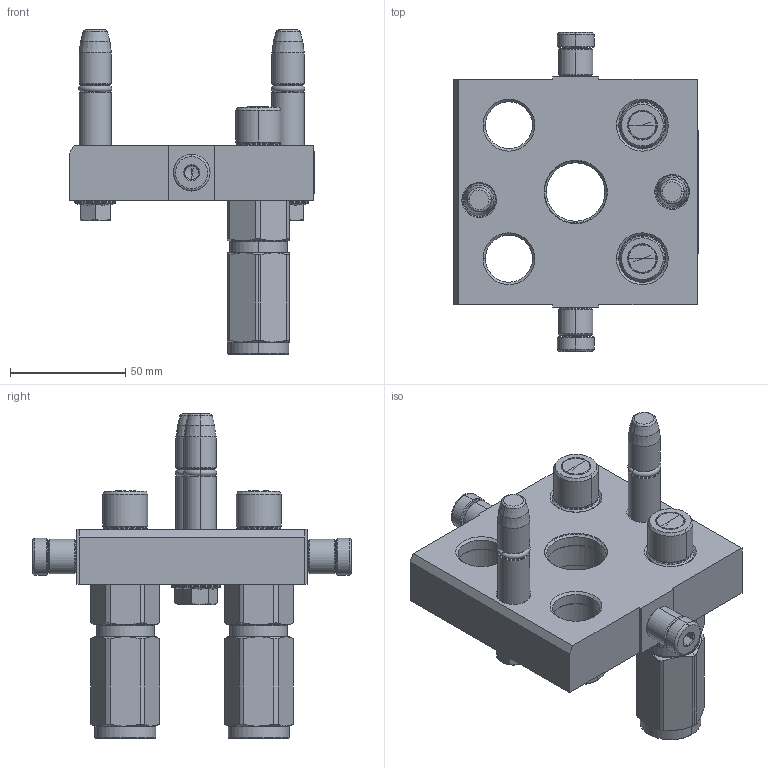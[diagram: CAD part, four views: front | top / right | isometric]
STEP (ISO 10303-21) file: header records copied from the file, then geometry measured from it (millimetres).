
FILE_DESCRIPTION (( 'STEP AP214' ), '1' );
FILE_NAME ('FASTER.step', '2022-05-31T13:09:09', ( '' ), ( '' ), 'SwSTEP 2.0', 'SolidWorks 2017', '' );
FILE_SCHEMA (( 'AUTOMOTIVE_DESIGN' ));
Length unit declared in the file: millimetre
Products named in the file (11): 4830_013_3000_030; P506-1_M_BASE; 4830_028_1000_011; FASTER; et002; 4830_021_0000_000; or2_62x9_19_m; 3ffnp38_gas_m; 4830_010_0000_011; 1540_080_0008_000
Assembly tree (16 placements, depth 3):
  FASTER
    P506-1_M_BASE
      4830_010_0000_011
      4830_021_0000_000  x2
      1540_080_0008_000  x2
      4830_013_3000_030  x2
      4830_028_1000_011  x2
      or2_62x9_19_m  x2
    3ffnp38_gas_m  x2
      3ffnp38_gas_m
    et002
Bounding box: 106.3 x 138.6 x 140.8 mm (x, y, z)
Volume: 2873.9 mm3; surface area: 85269.8 mm2
Topology: 5 solids, 37 shells, 1445 faces, 3965 edges, 2597 vertices
Faces by surface type: plane 843, cone 254, cylinder 224, torus 86, bspline 38
Entity records: 39341 total; most frequent: CARTESIAN_POINT 10053, ORIENTED_EDGE 5928, DIRECTION 5589, EDGE_CURVE 3078, VECTOR 2291, LINE 2291, VERTEX_POINT 2024, AXIS2_PLACEMENT_3D 1649
